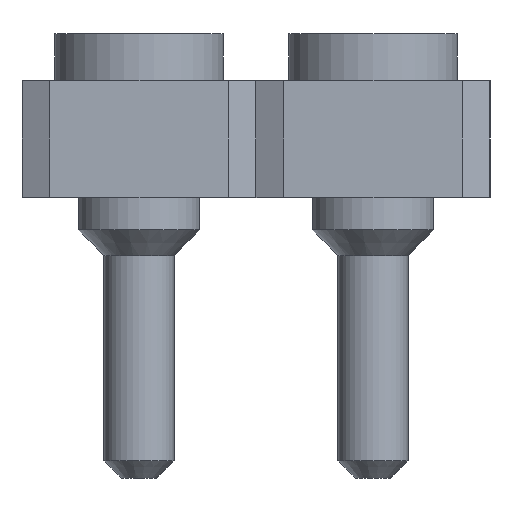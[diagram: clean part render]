
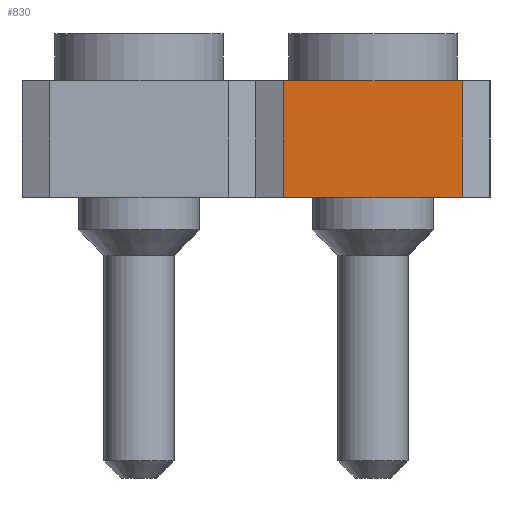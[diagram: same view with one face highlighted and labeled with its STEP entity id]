
A CAD part, left-side view. The second image highlights one B-rep face of the part: STEP entity #830.
In plain terms, the highlighted planar face has unit normal (-1, 0, 0).
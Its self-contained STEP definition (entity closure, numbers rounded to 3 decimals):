
#830=ADVANCED_FACE('',(#1870),#1872,.T.);
#1870=FACE_BOUND('',#1871,.T.);
#1871=EDGE_LOOP('',(#2791,#2792,#2793,#2794));
#1872=PLANE('',#1873);
#1873=AXIS2_PLACEMENT_3D('',#1874,#1875,#1876);
#1874=CARTESIAN_POINT('',(-1.385,0.97,0.63));
#1875=DIRECTION('',(-1.,0.,0.));
#1876=DIRECTION('',(0.,-1.,0.));
#2791=ORIENTED_EDGE('',*,*,#3059,.T.);
#2792=ORIENTED_EDGE('',*,*,#3248,.T.);
#2793=ORIENTED_EDGE('',*,*,#3137,.F.);
#2794=ORIENTED_EDGE('',*,*,#3249,.F.);
#3059=EDGE_CURVE('',#3401,#3399,#3402,.T.);
#3137=EDGE_CURVE('',#3553,#3555,#3556,.T.);
#3248=EDGE_CURVE('',#3399,#3555,#3735,.T.);
#3249=EDGE_CURVE('',#3401,#3553,#3736,.T.);
#3399=VERTEX_POINT('',#4005);
#3401=VERTEX_POINT('',#4009);
#3402=LINE('',#4010,#4011);
#3553=VERTEX_POINT('',#4343);
#3555=VERTEX_POINT('',#4347);
#3556=LINE('',#4348,#4349);
#3735=LINE('',#4775,#4776);
#3736=LINE('',#4778,#4779);
#4005=CARTESIAN_POINT('',(-1.385,-0.97,0.63));
#4009=CARTESIAN_POINT('',(-1.385,0.97,0.63));
#4010=CARTESIAN_POINT('',(-1.385,0.97,0.63));
#4011=VECTOR('',#4012,1.);
#4012=DIRECTION('',(0.,-1.,0.));
#4343=CARTESIAN_POINT('',(-1.385,0.97,1.9));
#4347=CARTESIAN_POINT('',(-1.385,-0.97,1.9));
#4348=CARTESIAN_POINT('',(-1.385,0.97,1.9));
#4349=VECTOR('',#4350,1.);
#4350=DIRECTION('',(0.,-1.,0.));
#4775=CARTESIAN_POINT('',(-1.385,-0.97,0.63));
#4776=VECTOR('',#4777,1.);
#4777=DIRECTION('',(0.,0.,1.));
#4778=CARTESIAN_POINT('',(-1.385,0.97,0.63));
#4779=VECTOR('',#4780,1.);
#4780=DIRECTION('',(0.,0.,1.));
